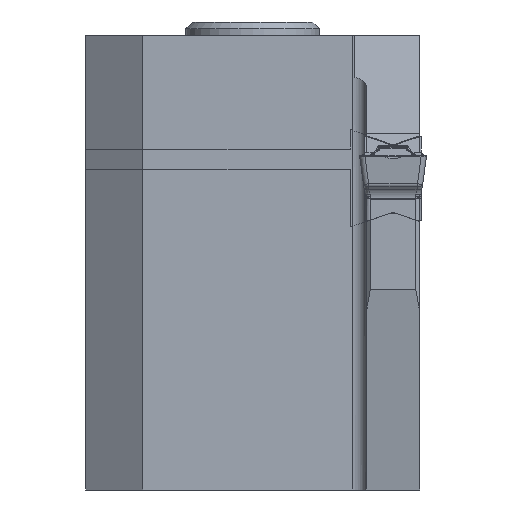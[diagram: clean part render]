
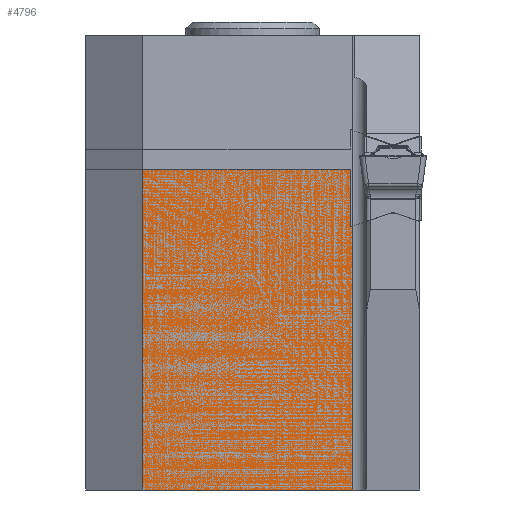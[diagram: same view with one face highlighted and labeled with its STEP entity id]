
A CAD part, left-side view. The second image highlights one B-rep face of the part: STEP entity #4796.
In plain terms, the highlighted planar face has unit normal (-1, 0, 0).
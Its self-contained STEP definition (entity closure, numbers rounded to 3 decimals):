
#4796=ADVANCED_FACE('',(#5528),#5386,.F.);
#5386=PLANE('',#12929);
#5528=FACE_OUTER_BOUND('',#6087,.T.);
#6087=EDGE_LOOP('',(#7097,#7098,#7099,#7100,#7101,#7102));
#7097=ORIENTED_EDGE('',*,*,#10725,.F.);
#7098=ORIENTED_EDGE('',*,*,#10721,.F.);
#7099=ORIENTED_EDGE('',*,*,#10726,.F.);
#7100=ORIENTED_EDGE('',*,*,#10727,.T.);
#7101=ORIENTED_EDGE('',*,*,#10728,.T.);
#7102=ORIENTED_EDGE('',*,*,#10729,.T.);
#9879=VERTEX_POINT('',#15895);
#9880=VERTEX_POINT('',#15897);
#9883=VERTEX_POINT('',#15907);
#9884=VERTEX_POINT('',#15909);
#9885=VERTEX_POINT('',#15911);
#9886=VERTEX_POINT('',#15913);
#10721=EDGE_CURVE('',#9880,#9879,#12109,.T.);
#10725=EDGE_CURVE('',#9879,#9883,#12113,.T.);
#10726=EDGE_CURVE('',#9884,#9880,#12114,.T.);
#10727=EDGE_CURVE('',#9884,#9885,#12115,.T.);
#10728=EDGE_CURVE('',#9885,#9886,#12116,.T.);
#10729=EDGE_CURVE('',#9886,#9883,#12117,.T.);
#12109=LINE('',#15898,#12527);
#12113=LINE('',#15906,#12531);
#12114=LINE('',#15908,#12532);
#12115=LINE('',#15910,#12533);
#12116=LINE('',#15912,#12534);
#12117=LINE('',#15914,#12535);
#12527=VECTOR('',#13795,1.);
#12531=VECTOR('',#13803,1.);
#12532=VECTOR('',#13804,1.);
#12533=VECTOR('',#13805,1.);
#12534=VECTOR('',#13806,1.);
#12535=VECTOR('',#13807,1.);
#12929=AXIS2_PLACEMENT_3D('',#15915,#13808,#13809);
#13795=DIRECTION('',(0.,0.,1.));
#13803=DIRECTION('',(0.,-1.,0.));
#13804=DIRECTION('',(0.,1.,0.));
#13805=DIRECTION('',(0.,0.,1.));
#13806=DIRECTION('',(0.,0.946,-0.326));
#13807=DIRECTION('',(0.,0.,1.));
#13808=DIRECTION('',(1.,0.,0.));
#13809=DIRECTION('',(0.,1.,0.));
#15895=CARTESIAN_POINT('',(14.,18.716,-1.));
#15897=CARTESIAN_POINT('',(14.,18.716,-25.));
#15898=CARTESIAN_POINT('',(14.,18.716,-25.));
#15906=CARTESIAN_POINT('',(14.,2.,-1.));
#15907=CARTESIAN_POINT('',(14.,3.2,-1.));
#15908=CARTESIAN_POINT('',(14.,2.,-25.));
#15909=CARTESIAN_POINT('',(14.,3.,-25.));
#15910=CARTESIAN_POINT('',(14.,3.,9.));
#15911=CARTESIAN_POINT('',(14.,3.,-5.261));
#15912=CARTESIAN_POINT('',(14.,8.182,-7.045));
#15913=CARTESIAN_POINT('',(14.,3.2,-5.33));
#15914=CARTESIAN_POINT('',(14.,3.2,-25.));
#15915=CARTESIAN_POINT('',(14.,2.,-25.));
